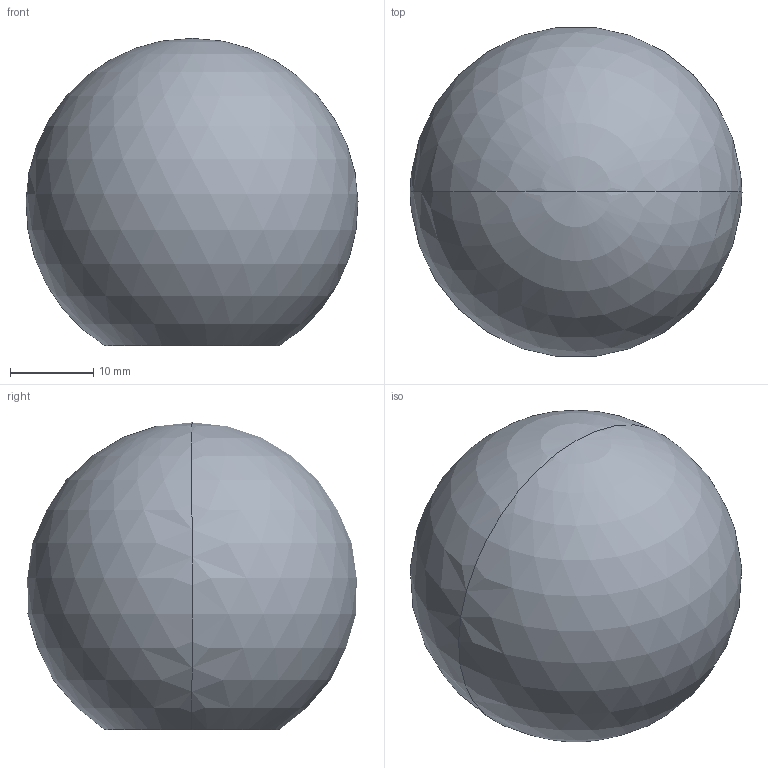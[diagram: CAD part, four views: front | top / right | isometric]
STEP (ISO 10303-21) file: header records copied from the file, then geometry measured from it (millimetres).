
FILE_DESCRIPTION(('STEP AP214'),'1');
FILE_NAME(' ',' ',('TraceParts'),('TraceParts S.A.'),'XStep 1.0',' ',' ');
FILE_SCHEMA(('automotive_design'));
Length unit declared in the file: millimetre
Products named in the file (1): 1
Bounding box: 39.99 x 39.67 x 37 mm (x, y, z)
Volume: 31954.1 mm3; surface area: 5450 mm2
Topology: 1 solids, 1 shells, 9 faces, 20 edges, 10 vertices
Faces by surface type: cone 4, cylinder 2, sphere 2, plane 1
Entity records: 450 total; most frequent: DIRECTION 46, STYLED_ITEM 36, PRESENTATION_STYLE_ASSIGNMENT 36, CARTESIAN_POINT 36, COLOUR_RGB 36, ORIENTED_EDGE 32, AXIS2_PLACEMENT_3D 20, EDGE_CURVE 16
